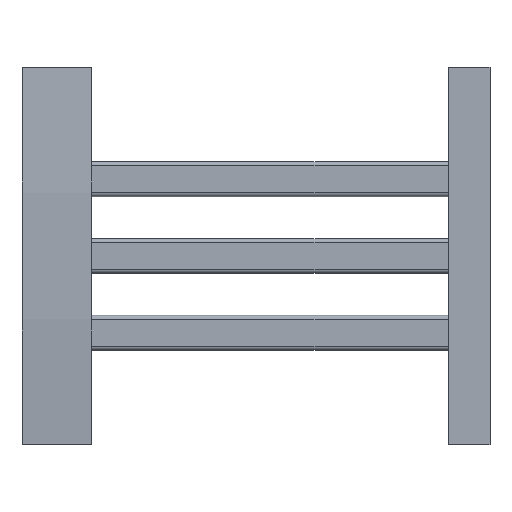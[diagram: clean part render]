
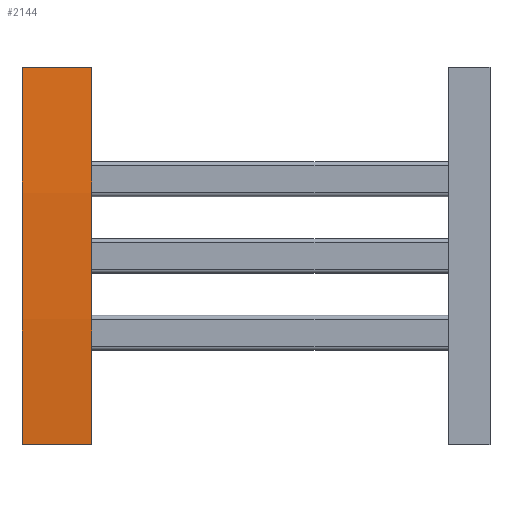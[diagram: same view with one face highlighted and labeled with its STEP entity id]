
A CAD part, left-side view. The second image highlights one B-rep face of the part: STEP entity #2144.
In plain terms, the highlighted cylindrical face has radius 1500 mm (diameter 3000 mm), a partial arc.
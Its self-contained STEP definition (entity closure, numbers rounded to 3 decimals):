
#194 = PLANE('',#195);
#195 = AXIS2_PLACEMENT_3D('',#196,#197,#198);
#196 = CARTESIAN_POINT('',(18.,25.,135.));
#197 = DIRECTION('',(0.,0.,-1.));
#198 = DIRECTION('',(-1.,0.,0.));
#668 = PLANE('',#669);
#669 = AXIS2_PLACEMENT_3D('',#670,#671,#672);
#670 = CARTESIAN_POINT('',(18.,25.,-135.));
#671 = DIRECTION('',(0.,0.,1.));
#672 = DIRECTION('',(1.,0.,0.));
#980 = PLANE('',#981);
#981 = AXIS2_PLACEMENT_3D('',#982,#983,#984);
#982 = CARTESIAN_POINT('',(18.,-25.,135.));
#983 = DIRECTION('',(0.,1.,0.));
#984 = DIRECTION('',(1.,0.,0.));
#1207 = VERTEX_POINT('',#1208);
#1208 = CARTESIAN_POINT('',(0.,-25.,-135.));
#1259 = VERTEX_POINT('',#1260);
#1260 = CARTESIAN_POINT('',(0.,-25.,135.));
#1281 = EDGE_CURVE('',#1259,#1207,#1282,.T.);
#1282 = SURFACE_CURVE('',#1283,(#1288,#1299),.PCURVE_S1.);
#1283 = CIRCLE('',#1284,1500.);
#1284 = AXIS2_PLACEMENT_3D('',#1285,#1286,#1287);
#1285 = CARTESIAN_POINT('',(1493.913,-25.,0.)
  );
#1286 = DIRECTION('',(0.,-1.,0.));
#1287 = DIRECTION('',(1.,0.,0.));
#1288 = PCURVE('',#980,#1289);
#1289 = DEFINITIONAL_REPRESENTATION('',(#1290),#1298);
#1290 = ( BOUNDED_CURVE() B_SPLINE_CURVE(2,(#1291,#1292,#1293,#1294,
#1295,#1296,#1297),.UNSPECIFIED.,.T.,.F.) B_SPLINE_CURVE_WITH_KNOTS((1,2
    ,2,2,2,1),(-2.094,0.,2.094,4.189,
6.283,8.378),.UNSPECIFIED.) CURVE() 
GEOMETRIC_REPRESENTATION_ITEM() RATIONAL_B_SPLINE_CURVE((1.,0.5,1.,0.5,
1.,0.5,1.)) REPRESENTATION_ITEM('') );
#1291 = CARTESIAN_POINT('',(2975.913,135.));
#1292 = CARTESIAN_POINT('',(2975.913,-2463.076));
#1293 = CARTESIAN_POINT('',(725.913,-1164.038));
#1294 = CARTESIAN_POINT('',(-1524.087,135.));
#1295 = CARTESIAN_POINT('',(725.913,1434.038));
#1296 = CARTESIAN_POINT('',(2975.913,2733.076));
#1297 = CARTESIAN_POINT('',(2975.913,135.));
#1298 = ( GEOMETRIC_REPRESENTATION_CONTEXT(2) 
PARAMETRIC_REPRESENTATION_CONTEXT() REPRESENTATION_CONTEXT('2D SPACE',''
  ) );
#1299 = PCURVE('',#1300,#1305);
#1300 = CYLINDRICAL_SURFACE('',#1301,1500.);
#1301 = AXIS2_PLACEMENT_3D('',#1302,#1303,#1304);
#1302 = CARTESIAN_POINT('',(1493.913,-295.069,
    0.));
#1303 = DIRECTION('',(0.,1.,0.));
#1304 = DIRECTION('',(1.,0.,0.));
#1305 = DEFINITIONAL_REPRESENTATION('',(#1306),#1310);
#1306 = LINE('',#1307,#1308);
#1307 = CARTESIAN_POINT('',(6.283,270.069));
#1308 = VECTOR('',#1309,1.);
#1309 = DIRECTION('',(-1.,0.));
#1310 = ( GEOMETRIC_REPRESENTATION_CONTEXT(2) 
PARAMETRIC_REPRESENTATION_CONTEXT() REPRESENTATION_CONTEXT('2D SPACE',''
  ) );
#1862 = EDGE_CURVE('',#1207,#1863,#1865,.T.);
#1863 = VERTEX_POINT('',#1864);
#1864 = CARTESIAN_POINT('',(0.,25.,-135.));
#1865 = SURFACE_CURVE('',#1866,(#1870,#1877),.PCURVE_S1.);
#1866 = LINE('',#1867,#1868);
#1867 = CARTESIAN_POINT('',(0.,25.,-135.));
#1868 = VECTOR('',#1869,1.);
#1869 = DIRECTION('',(0.,1.,0.));
#1870 = PCURVE('',#668,#1871);
#1871 = DEFINITIONAL_REPRESENTATION('',(#1872),#1876);
#1872 = LINE('',#1873,#1874);
#1873 = CARTESIAN_POINT('',(-18.,0.));
#1874 = VECTOR('',#1875,1.);
#1875 = DIRECTION('',(0.,1.));
#1876 = ( GEOMETRIC_REPRESENTATION_CONTEXT(2) 
PARAMETRIC_REPRESENTATION_CONTEXT() REPRESENTATION_CONTEXT('2D SPACE',''
  ) );
#1877 = PCURVE('',#1300,#1878);
#1878 = DEFINITIONAL_REPRESENTATION('',(#1879),#1883);
#1879 = LINE('',#1880,#1881);
#1880 = CARTESIAN_POINT('',(3.051,320.069));
#1881 = VECTOR('',#1882,1.);
#1882 = DIRECTION('',(0.,1.));
#1883 = ( GEOMETRIC_REPRESENTATION_CONTEXT(2) 
PARAMETRIC_REPRESENTATION_CONTEXT() REPRESENTATION_CONTEXT('2D SPACE',''
  ) );
#1901 = PLANE('',#1902);
#1902 = AXIS2_PLACEMENT_3D('',#1903,#1904,#1905);
#1903 = CARTESIAN_POINT('',(18.,25.,135.));
#1904 = DIRECTION('',(0.,-1.,0.));
#1905 = DIRECTION('',(-1.,0.,0.));
#1941 = VERTEX_POINT('',#1942);
#1942 = CARTESIAN_POINT('',(0.,25.,135.));
#1990 = EDGE_CURVE('',#1863,#1941,#1991,.T.);
#1991 = SURFACE_CURVE('',#1992,(#1997,#2008),.PCURVE_S1.);
#1992 = CIRCLE('',#1993,1500.);
#1993 = AXIS2_PLACEMENT_3D('',#1994,#1995,#1996);
#1994 = CARTESIAN_POINT('',(1493.913,25.,0.));
#1995 = DIRECTION('',(0.,1.,0.));
#1996 = DIRECTION('',(-1.,0.,0.));
#1997 = PCURVE('',#1901,#1998);
#1998 = DEFINITIONAL_REPRESENTATION('',(#1999),#2007);
#1999 = ( BOUNDED_CURVE() B_SPLINE_CURVE(2,(#2000,#2001,#2002,#2003,
#2004,#2005,#2006),.UNSPECIFIED.,.T.,.F.) B_SPLINE_CURVE_WITH_KNOTS((1,2
    ,2,2,2,1),(-2.094,0.,2.094,4.189,
6.283,8.378),.UNSPECIFIED.) CURVE() 
GEOMETRIC_REPRESENTATION_ITEM() RATIONAL_B_SPLINE_CURVE((1.,0.5,1.,0.5,
1.,0.5,1.)) REPRESENTATION_ITEM('') );
#2000 = CARTESIAN_POINT('',(24.087,135.));
#2001 = CARTESIAN_POINT('',(24.087,-2463.076));
#2002 = CARTESIAN_POINT('',(-2225.913,-1164.038));
#2003 = CARTESIAN_POINT('',(-4475.913,135.));
#2004 = CARTESIAN_POINT('',(-2225.913,1434.038));
#2005 = CARTESIAN_POINT('',(24.087,2733.076));
#2006 = CARTESIAN_POINT('',(24.087,135.));
#2007 = ( GEOMETRIC_REPRESENTATION_CONTEXT(2) 
PARAMETRIC_REPRESENTATION_CONTEXT() REPRESENTATION_CONTEXT('2D SPACE',''
  ) );
#2008 = PCURVE('',#1300,#2009);
#2009 = DEFINITIONAL_REPRESENTATION('',(#2010),#2014);
#2010 = LINE('',#2011,#2012);
#2011 = CARTESIAN_POINT('',(-3.142,320.069));
#2012 = VECTOR('',#2013,1.);
#2013 = DIRECTION('',(1.,0.));
#2014 = ( GEOMETRIC_REPRESENTATION_CONTEXT(2) 
PARAMETRIC_REPRESENTATION_CONTEXT() REPRESENTATION_CONTEXT('2D SPACE',''
  ) );
#2094 = EDGE_CURVE('',#1941,#1259,#2095,.T.);
#2095 = SURFACE_CURVE('',#2096,(#2100,#2107),.PCURVE_S1.);
#2096 = LINE('',#2097,#2098);
#2097 = CARTESIAN_POINT('',(0.,25.,135.));
#2098 = VECTOR('',#2099,1.);
#2099 = DIRECTION('',(0.,-1.,0.));
#2100 = PCURVE('',#194,#2101);
#2101 = DEFINITIONAL_REPRESENTATION('',(#2102),#2106);
#2102 = LINE('',#2103,#2104);
#2103 = CARTESIAN_POINT('',(18.,0.));
#2104 = VECTOR('',#2105,1.);
#2105 = DIRECTION('',(-0.,-1.));
#2106 = ( GEOMETRIC_REPRESENTATION_CONTEXT(2) 
PARAMETRIC_REPRESENTATION_CONTEXT() REPRESENTATION_CONTEXT('2D SPACE',''
  ) );
#2107 = PCURVE('',#1300,#2108);
#2108 = DEFINITIONAL_REPRESENTATION('',(#2109),#2113);
#2109 = LINE('',#2110,#2111);
#2110 = CARTESIAN_POINT('',(3.232,320.069));
#2111 = VECTOR('',#2112,1.);
#2112 = DIRECTION('',(0.,-1.));
#2113 = ( GEOMETRIC_REPRESENTATION_CONTEXT(2) 
PARAMETRIC_REPRESENTATION_CONTEXT() REPRESENTATION_CONTEXT('2D SPACE',''
  ) );
#2144 = ADVANCED_FACE('',(#2145),#1300,.T.);
#2145 = FACE_BOUND('',#2146,.T.);
#2146 = EDGE_LOOP('',(#2147,#2148,#2149,#2150));
#2147 = ORIENTED_EDGE('',*,*,#1281,.F.);
#2148 = ORIENTED_EDGE('',*,*,#2094,.F.);
#2149 = ORIENTED_EDGE('',*,*,#1990,.F.);
#2150 = ORIENTED_EDGE('',*,*,#1862,.F.);
